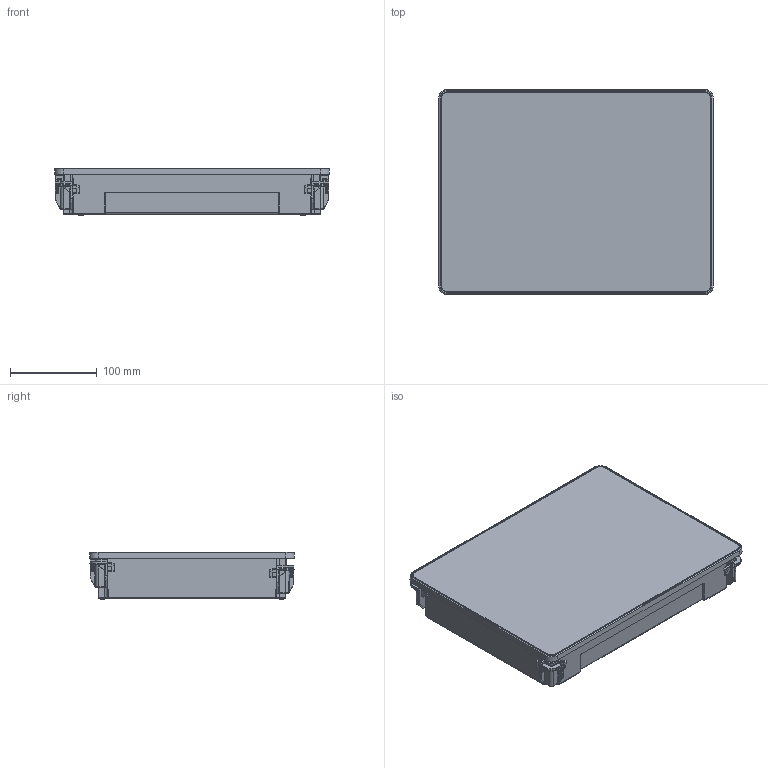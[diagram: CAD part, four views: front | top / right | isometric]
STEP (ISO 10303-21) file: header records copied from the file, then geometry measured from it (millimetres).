
FILE_DESCRIPTION(/* description */ (''),/* implementation_level */ '2;1');
FILE_NAME(/* name */ '78011045.SET_BTK 10.4-9005 Set.stp',/* time_stamp */ '2016-01-14T11:18:40+01:00',/* author */ ('haertel'),/* organization */ ('Fa. Bopla'),/* preprocessor_version */ 'ST-DEVELOPER v16.1',/* originating_system */ 'Autodesk Inventor 2016',/* authorisation */ '');
FILE_SCHEMA (('AUTOMOTIVE_DESIGN { 1 0 10303 214 3 1 1 }'));
Length unit declared in the file: millimetre
Products named in the file (8): 1010698_3D; 1010695_3D; SHR Z KA35X20 WN 1412 OG_3DSYM TEIL1; 1010704_3D; 1011004_3D_ohne Innenteil; 1010701_3D; SHR Z KA30x8 WN 1412 mG_3Dsym; 78011045.SET_BTK 10.4-9005 Set
Assembly tree (16 placements, depth 2):
  78011045.SET_BTK 10.4-9005 Set
    1010698_3D
    1010695_3D  x4
    SHR Z KA35X20 WN 1412 OG_3DSYM TEIL1  x4
    1010704_3D
    1011004_3D_ohne Innenteil
    1010701_3D
    SHR Z KA30x8 WN 1412 mG_3Dsym  x4
Bounding box: 316 x 236 x 54.95 mm (x, y, z)
Volume: 469710.8 mm3; surface area: 465009.7 mm2
Topology: 16 solids, 16 shells, 2357 faces, 5766 edges, 3500 vertices
Faces by surface type: plane 899, cylinder 640, bspline 286, torus 206, cone 206, sphere 120
Full cylindrical faces by diameter (mm): 3.5 x8, 5.3 x4, 6.1 x4
Entity records: 42853 total; most frequent: CARTESIAN_POINT 13196, ORIENTED_EDGE 6138, DIRECTION 6095, EDGE_CURVE 3069, AXIS2_PLACEMENT_3D 2256, VERTEX_POINT 1940, LINE 1583, VECTOR 1583
